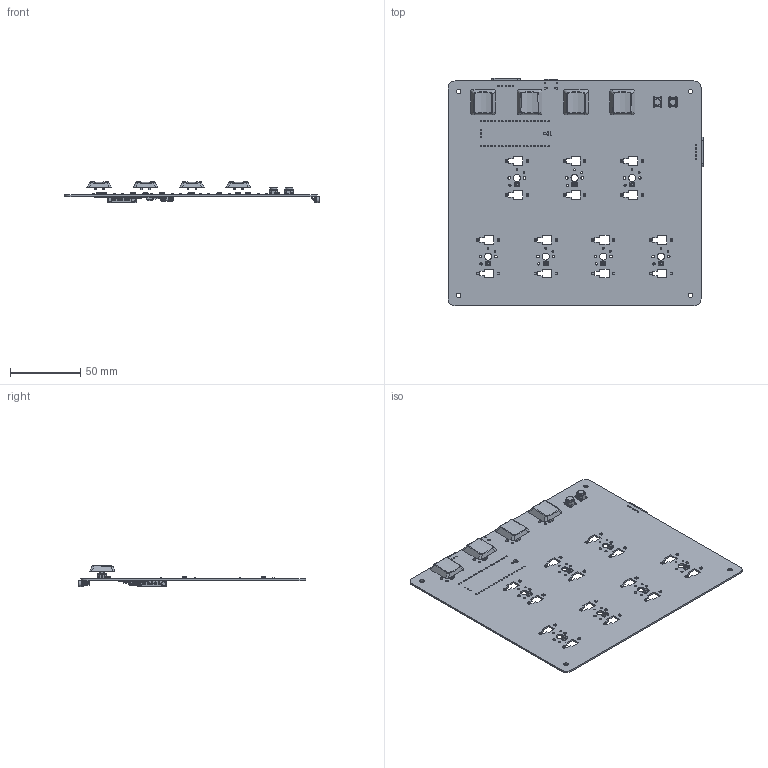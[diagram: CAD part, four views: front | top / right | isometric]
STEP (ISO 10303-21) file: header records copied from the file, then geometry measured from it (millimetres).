
FILE_DESCRIPTION(('KiCad electronic assembly'),'2;1');
FILE_NAME('iidx_pico.step','2023-03-18T14:51:05',('Pcbnew'),('Kicad'), 'Open CASCADE STEP processor 7.6','KiCad to STEP converter','Unknown' );
FILE_SCHEMA(('AUTOMOTIVE_DESIGN { 1 0 10303 214 1 1 1 1 }'));
Length unit declared in the file: millimetre
Products named in the file (16): iidx_pico 1; WS2812-2020; SOLID; SMD WS2812B-3535; COMPOUND; Kailh LP Choc PC Keycap; EVQ-P1D05M; Raspberry Pi Pico-R3; Magnetic Pogo Connector 5 Pin (Type 3); 698b116-264-211; iidx_pico PCB
Assembly tree (57 placements, depth 3):
  iidx_pico 1
    WS2812-2020  x28
      SOLID
    SMD WS2812B-3535  x11
      COMPOUND
    Kailh LP Choc PC Keycap  x4
      SOLID
    EVQ-P1D05M  x2
      COMPOUND
    Raspberry Pi Pico-R3
      COMPOUND
    Magnetic Pogo Connector 5 Pin (Type 3)  x2
      COMPOUND
    698b116-264-211
      COMPOUND
    iidx_pico PCB
Bounding box: 182.1 x 162 x 15.03 mm (x, y, z)
Volume: 37167.3 mm3; surface area: 68133.6 mm2
Topology: 260 solids, 273 shells, 8142 faces, 21091 edges, 13500 vertices
Faces by surface type: bspline 7867, cylinder 143, plane 132
Full cylindrical faces by diameter (mm): 0.65 x2, 1 x10, 1.02 x43, 1.2 x22, 1.6 x11, 1.9 x22, 3.2 x4, 5.05 x11
Entity records: 317775 total; most frequent: CARTESIAN_POINT 140011, B_SPLINE_CURVE_WITH_KNOTS 32786, ORIENTED_EDGE 26520, PCURVE 26520, DEFINITIONAL_REPRESENTATION 26520, EDGE_CURVE 13260, SURFACE_CURVE 13082, VERTEX_POINT 8506
